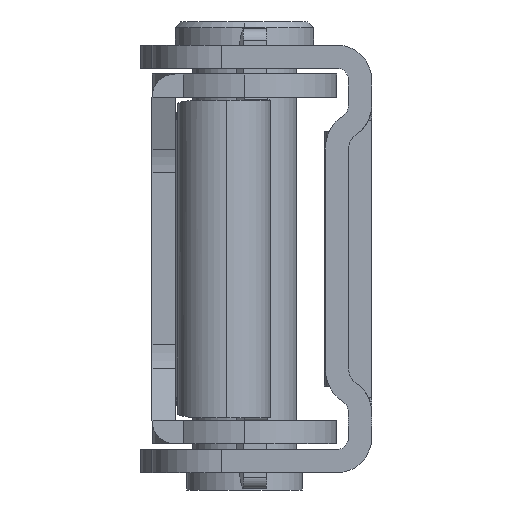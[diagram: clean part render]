
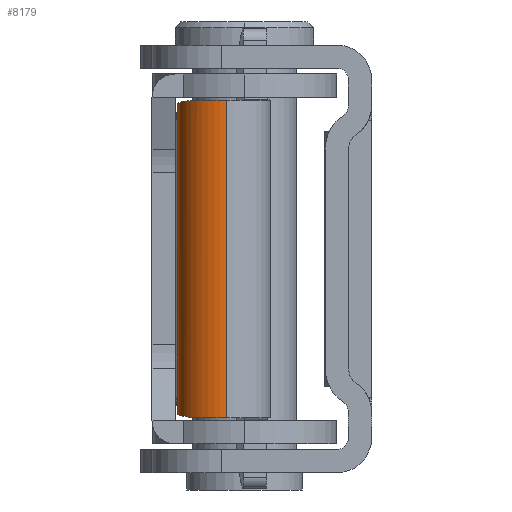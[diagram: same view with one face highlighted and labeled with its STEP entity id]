
A CAD part, left-side view. The second image highlights one B-rep face of the part: STEP entity #8179.
In plain terms, the highlighted cylindrical face has radius 4 mm (diameter 8 mm), a partial arc.
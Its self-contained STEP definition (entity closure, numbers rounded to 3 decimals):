
#53 = VERTEX_POINT ( 'NONE', #6715 ) ;
#472 = EDGE_CURVE ( 'NONE', #4557, #4947, #7290, .T. ) ;
#512 = CARTESIAN_POINT ( 'NONE',  ( -17., 8., 20. ) ) ;
#516 = CARTESIAN_POINT ( 'NONE',  ( -21., 4., -13.75 ) ) ;
#553 = VERTEX_POINT ( 'NONE', #2220 ) ;
#1182 = VERTEX_POINT ( 'NONE', #3549 ) ;
#1440 = VERTEX_POINT ( 'NONE', #6950 ) ;
#1495 = DIRECTION ( 'NONE',  ( -1., 0., 0. ) ) ;
#1671 = CARTESIAN_POINT ( 'NONE',  ( -20.095, 6.552, -13.74 ) ) ;
#1809 = VECTOR ( 'NONE', #5073, 1000. ) ;
#1976 = EDGE_CURVE ( 'NONE', #1182, #553, #8029, .T. ) ;
#2024 = DIRECTION ( 'NONE',  ( 0., 0., -1. ) ) ;
#2220 = CARTESIAN_POINT ( 'NONE',  ( -17., 8., 13.429 ) ) ;
#2297 = CARTESIAN_POINT ( 'NONE',  ( -17., 8., -13.429 ) ) ;
#2391 = CARTESIAN_POINT ( 'NONE',  ( -19.424, 7.2, 13.69 ) ) ;
#2716 = DIRECTION ( 'NONE',  ( 1., 0., 0. ) ) ;
#3012 = CARTESIAN_POINT ( 'NONE',  ( -19.424, 7.2, -13.69 ) ) ;
#3078 = CARTESIAN_POINT ( 'NONE',  ( -19.673, 6.992, 13.711 ) ) ;
#3457 = LINE ( 'NONE', #512, #1809 ) ;
#3549 = CARTESIAN_POINT ( 'NONE',  ( -20.409, 6.092, 13.75 ) ) ;
#3636 = CARTESIAN_POINT ( 'NONE',  ( -17.411, 8., -13.48 ) ) ;
#3756 = CARTESIAN_POINT ( 'NONE',  ( -17.803, 7.936, 13.525 ) ) ;
#3765 = DIRECTION ( 'NONE',  ( 1., 0., 0. ) ) ;
#3875 = CARTESIAN_POINT ( 'NONE',  ( -17., 4., -13.75 ) ) ;
#4110 = VECTOR ( 'NONE', #8032, 1000. ) ;
#4276 = ORIENTED_EDGE ( 'NONE', *, *, #7886, .T. ) ;
#4314 = CARTESIAN_POINT ( 'NONE',  ( -17.803, 7.936, -13.525 ) ) ;
#4348 = CARTESIAN_POINT ( 'NONE',  ( -20.409, 6.092, 13.75 ) ) ;
#4404 = CARTESIAN_POINT ( 'NONE',  ( -17., 8., 13.429 ) ) ;
#4434 = CARTESIAN_POINT ( 'NONE',  ( -20.095, 6.552, 13.74 ) ) ;
#4557 = VERTEX_POINT ( 'NONE', #5280 ) ;
#4845 = ORIENTED_EDGE ( 'NONE', *, *, #6170, .T. ) ;
#4947 = VERTEX_POINT ( 'NONE', #516 ) ;
#4952 = CARTESIAN_POINT ( 'NONE',  ( -18.848, 7.564, -13.637 ) ) ;
#5010 = CARTESIAN_POINT ( 'NONE',  ( -20.268, 6.322, 13.748 ) ) ;
#5073 = DIRECTION ( 'NONE',  ( 0., 0., -1. ) ) ;
#5100 = CIRCLE ( 'NONE', #6422, 4. ) ;
#5155 = DIRECTION ( 'NONE',  ( 0., 0., 1. ) ) ;
#5280 = CARTESIAN_POINT ( 'NONE',  ( -21., 4., 13.75 ) ) ;
#5571 = AXIS2_PLACEMENT_3D ( 'NONE', #7358, #2024, #2716 ) ;
#5614 = CARTESIAN_POINT ( 'NONE',  ( -19.673, 6.992, -13.711 ) ) ;
#6170 = EDGE_CURVE ( 'NONE', #553, #53, #3457, .T. ) ;
#6205 = EDGE_CURVE ( 'NONE', #1440, #4947, #5100, .T. ) ;
#6422 = AXIS2_PLACEMENT_3D ( 'NONE', #3875, #5155, #3765 ) ;
#6715 = CARTESIAN_POINT ( 'NONE',  ( -17., 8., -13.429 ) ) ;
#6925 = CARTESIAN_POINT ( 'NONE',  ( -20.268, 6.322, -13.748 ) ) ;
#6950 = CARTESIAN_POINT ( 'NONE',  ( -20.409, 6.092, -13.75 ) ) ;
#6989 = CARTESIAN_POINT ( 'NONE',  ( -17.411, 8., 13.48 ) ) ;
#7020 = CARTESIAN_POINT ( 'NONE',  ( -18.848, 7.564, 13.637 ) ) ;
#7290 = LINE ( 'NONE', #7384, #4110 ) ;
#7301 = EDGE_LOOP ( 'NONE', ( #8040, #7319, #7749, #4845, #4276, #7330 ) ) ;
#7319 = ORIENTED_EDGE ( 'NONE', *, *, #8146, .T. ) ;
#7330 = ORIENTED_EDGE ( 'NONE', *, *, #6205, .T. ) ;
#7358 = CARTESIAN_POINT ( 'NONE',  ( -17., 4., 13.75 ) ) ;
#7381 = B_SPLINE_CURVE_WITH_KNOTS ( 'NONE', 3,
 ( #2297, #3636, #4314, #8214, #4952, #3012, #5614, #1671, #6925, #7618 ),
 .UNSPECIFIED., .F., .F.,
 ( 4, 2, 2, 2, 4 ),
 ( 0., 0.25, 0.5, 0.75, 1. ),
 .UNSPECIFIED. ) ;
#7384 = CARTESIAN_POINT ( 'NONE',  ( -21., 4., 28.426 ) ) ;
#7446 = AXIS2_PLACEMENT_3D ( 'NONE', #7975, #8038, #1495 ) ;
#7618 = CARTESIAN_POINT ( 'NONE',  ( -20.409, 6.092, -13.75 ) ) ;
#7637 = CIRCLE ( 'NONE', #5571, 4. ) ;
#7707 = CARTESIAN_POINT ( 'NONE',  ( -18.522, 7.718, 13.604 ) ) ;
#7749 = ORIENTED_EDGE ( 'NONE', *, *, #1976, .T. ) ;
#7886 = EDGE_CURVE ( 'NONE', #53, #1440, #7381, .T. ) ;
#7975 = CARTESIAN_POINT ( 'NONE',  ( -17., 4., 28.426 ) ) ;
#8029 = B_SPLINE_CURVE_WITH_KNOTS ( 'NONE', 3,
 ( #4348, #5010, #4434, #3078, #2391, #7020, #7707, #3756, #6989, #4404 ),
 .UNSPECIFIED., .F., .F.,
 ( 4, 2, 2, 2, 4 ),
 ( 0., 0.25, 0.5, 0.75, 1. ),
 .UNSPECIFIED. ) ;
#8032 = DIRECTION ( 'NONE',  ( 0., 0., -1. ) ) ;
#8038 = DIRECTION ( 'NONE',  ( 0., 0., -1. ) ) ;
#8040 = ORIENTED_EDGE ( 'NONE', *, *, #472, .F. ) ;
#8146 = EDGE_CURVE ( 'NONE', #4557, #1182, #7637, .T. ) ;
#8179 = ADVANCED_FACE ( 'NONE', ( #8454 ), #8249, .T. ) ;
#8214 = CARTESIAN_POINT ( 'NONE',  ( -18.522, 7.718, -13.604 ) ) ;
#8249 = CYLINDRICAL_SURFACE ( 'NONE', #7446, 4. ) ;
#8454 = FACE_OUTER_BOUND ( 'NONE', #7301, .T. ) ;
